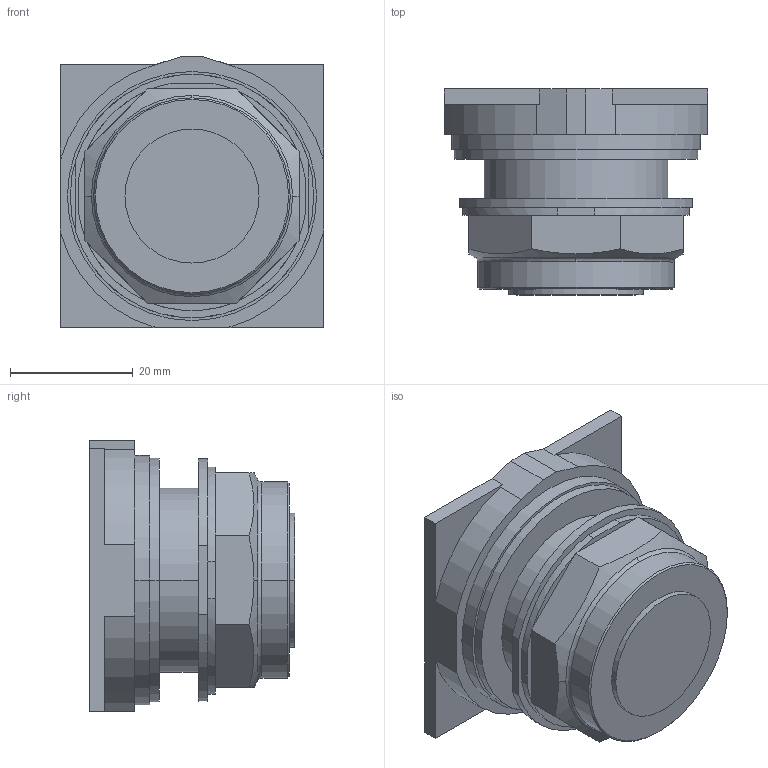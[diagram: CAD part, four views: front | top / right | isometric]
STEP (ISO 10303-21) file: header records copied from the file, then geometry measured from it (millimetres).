
FILE_DESCRIPTION(('starvars output'),'2;1');
FILE_NAME('9001SKP_3D.stp','16:48:29 2020/03/31',( 'Thomas Industrial Network Germany GmbH'),( 'Thomas Industrial Network Germany GmbH'),'unknown preprocess','ACIS' ,'unknown authorization');
FILE_SCHEMA(('CONFIG_CONTROL_DESIGN {UNKNOWN IMPLEMENTATION LEVEL}'));
Length unit declared in the file: millimetre
Products named in the file (1): PRODUCT_ID_1
Bounding box: 42.88 x 33.53 x 44.2 mm (x, y, z)
Volume: 34318.6 mm3; surface area: 10533.8 mm2
Topology: 2 solids, 2 shells, 81 faces, 192 edges, 122 vertices
Faces by surface type: plane 52, cylinder 23, cone 4, torus 2
Entity records: 1958 total; most frequent: ORIENTED_EDGE 384, CARTESIAN_POINT 321, DIRECTION 249, EDGE_CURVE 192, VERTEX_POINT 122, VECTOR 89, LINE 89, EDGE_LOOP 88
